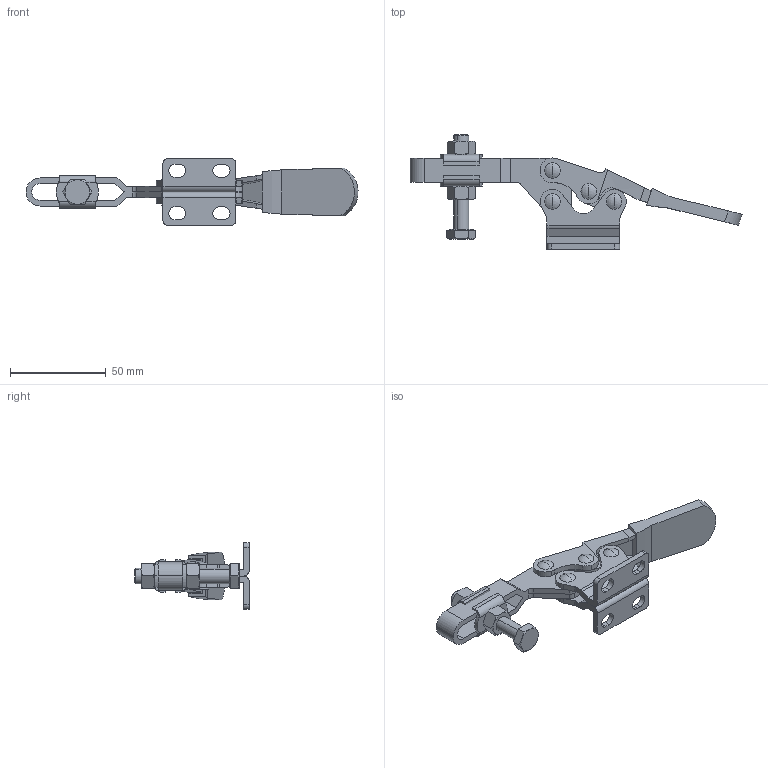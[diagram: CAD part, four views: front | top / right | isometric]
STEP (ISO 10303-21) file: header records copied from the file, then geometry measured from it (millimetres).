
FILE_DESCRIPTION (( 'STEP AP214' ), '1' );
FILE_NAME ('GH-225-DSS(Â²¤Æ).STEP', '2020-07-17T01:33:32', ( 'LinWei' ), ( '' ), 'SwSTEP 2.0', 'SolidWorks 2016', '' );
FILE_SCHEMA (( 'AUTOMOTIVE_DESIGN' ));
Length unit declared in the file: millimetre
Products named in the file (6): 1225D08-1^GH-225-DSS(簡化); 1225D05-1^GH-225-DSS(簡化); Group4^GH-225-DSS(簡化); Group1^GH-225-DSS(簡化); GH-225-DSS(簡化); Group2^GH-225-DNB(簡化)
Assembly tree (5 placements, depth 2):
  GH-225-DSS(簡化)
    Group1^GH-225-DSS(簡化)
    Group4^GH-225-DSS(簡化)
    1225D05-1^GH-225-DSS(簡化)
    1225D08-1^GH-225-DSS(簡化)
    Group2^GH-225-DNB(簡化)
Bounding box: 173.53 x 59.85 x 35 mm (x, y, z)
Volume: 25713.4 mm3; surface area: 26661.1 mm2
Topology: 4 solids, 7 shells, 305 faces, 816 edges, 540 vertices
Faces by surface type: cylinder 138, plane 138, cone 12, sphere 8, bspline 7, torus 2
Entity records: 11443 total; most frequent: CARTESIAN_POINT 2585, ORIENTED_EDGE 1626, DIRECTION 1612, EDGE_CURVE 816, AXIS2_PLACEMENT_3D 595, VERTEX_POINT 540, LINE 422, VECTOR 422
